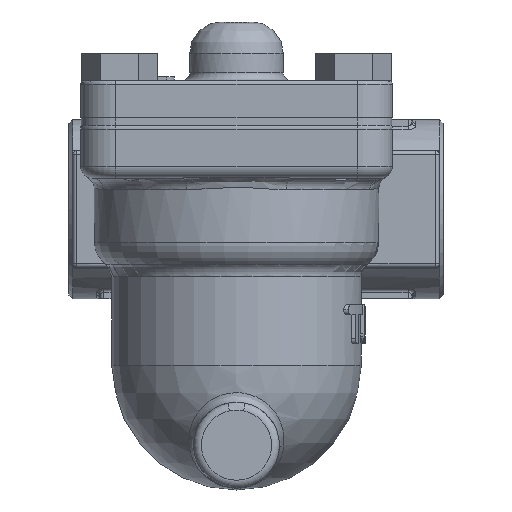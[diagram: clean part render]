
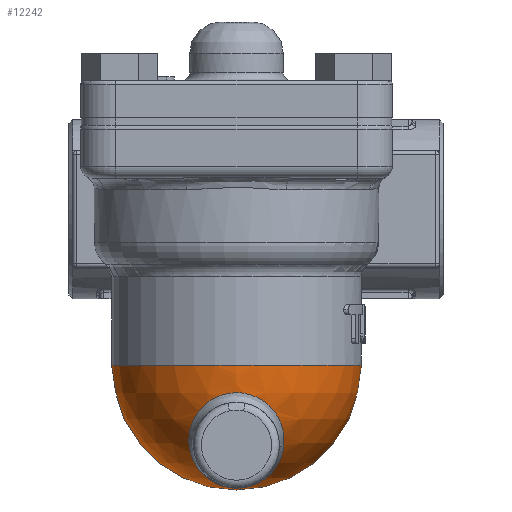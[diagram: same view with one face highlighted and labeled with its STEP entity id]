
A CAD part, left-side view. The second image highlights one B-rep face of the part: STEP entity #12242.
In plain terms, the highlighted spherical face has radius 32 mm.
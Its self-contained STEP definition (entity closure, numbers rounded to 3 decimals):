
#152=SPHERICAL_SURFACE('',#13453,32.);
#692=B_SPLINE_CURVE_WITH_KNOTS('',3,(#24859,#24860,#24861,#24862,#24863,
#24864,#24865,#24866),.UNSPECIFIED.,.F.,.F.,(4,1,1,1,1,4),(-8.475,
-7.87,-7.264,-6.861,-6.457,
-6.381),.UNSPECIFIED.);
#693=B_SPLINE_CURVE_WITH_KNOTS('',3,(#24868,#24869,#24870,#24871,#24872,
#24873,#24874,#24875,#24876,#24877),.UNSPECIFIED.,.F.,.F.,(4,1,1,1,1,1,
1,4),(-2.144,-2.119,-1.967,-1.816,
-1.513,-1.211,-0.605,0.),
 .UNSPECIFIED.);
#694=B_SPLINE_CURVE_WITH_KNOTS('',3,(#24880,#24881,#24882,#24883,#24884,
#24885,#24886,#24887,#24888,#24889,#24890,#24891,#24892,#24893),
 .UNSPECIFIED.,.F.,.F.,(4,1,1,1,1,1,1,1,1,1,1,4),(-6.381,-6.053,
-5.65,-5.246,-4.944,-4.843,
-3.632,-3.229,-2.825,-2.421,
-2.27,-2.144),.UNSPECIFIED.);
#1582=FACE_OUTER_BOUND('',#2391,.T.);
#2391=EDGE_LOOP('',(#9924,#9925,#9926,#9927,#9928,#9929,#9930,#9931,#9932,
#9933,#9934,#9935));
#4428=CIRCLE('',#13321,32.);
#4429=CIRCLE('',#13322,32.);
#4496=CIRCLE('',#13454,27.713);
#4497=CIRCLE('',#13455,32.);
#4498=CIRCLE('',#13456,32.);
#4499=CIRCLE('',#13457,27.713);
#4500=CIRCLE('',#13458,16.);
#5395=VERTEX_POINT('',#24070);
#5397=VERTEX_POINT('',#24074);
#5398=VERTEX_POINT('',#24076);
#5526=VERTEX_POINT('',#24854);
#5527=VERTEX_POINT('',#24856);
#5528=VERTEX_POINT('',#24858);
#5529=VERTEX_POINT('',#24867);
#5530=VERTEX_POINT('',#24878);
#5531=VERTEX_POINT('',#24894);
#6919=EDGE_CURVE('',#5398,#5397,#4428,.T.);
#6920=EDGE_CURVE('',#5395,#5398,#4429,.T.);
#7085=EDGE_CURVE('',#5395,#5526,#4496,.T.);
#7086=EDGE_CURVE('',#5398,#5527,#4497,.T.);
#7087=EDGE_CURVE('',#5528,#5527,#692,.T.);
#7088=EDGE_CURVE('',#5529,#5528,#693,.T.);
#7089=EDGE_CURVE('',#5529,#5530,#4498,.T.);
#7090=EDGE_CURVE('',#5527,#5529,#694,.T.);
#7091=EDGE_CURVE('',#5531,#5397,#4499,.T.);
#7092=EDGE_CURVE('',#5526,#5531,#4500,.T.);
#9924=ORIENTED_EDGE('',*,*,#7085,.F.);
#9925=ORIENTED_EDGE('',*,*,#6920,.T.);
#9926=ORIENTED_EDGE('',*,*,#7086,.T.);
#9927=ORIENTED_EDGE('',*,*,#7087,.F.);
#9928=ORIENTED_EDGE('',*,*,#7088,.F.);
#9929=ORIENTED_EDGE('',*,*,#7089,.T.);
#9930=ORIENTED_EDGE('',*,*,#7089,.F.);
#9931=ORIENTED_EDGE('',*,*,#7090,.F.);
#9932=ORIENTED_EDGE('',*,*,#7086,.F.);
#9933=ORIENTED_EDGE('',*,*,#6919,.T.);
#9934=ORIENTED_EDGE('',*,*,#7091,.F.);
#9935=ORIENTED_EDGE('',*,*,#7092,.F.);
#12242=ADVANCED_FACE('',(#1582),#152,.T.);
#13321=AXIS2_PLACEMENT_3D('',#24077,#15820,#15821);
#13322=AXIS2_PLACEMENT_3D('',#24078,#15822,#15823);
#13453=AXIS2_PLACEMENT_3D('',#24853,#16112,#16113);
#13454=AXIS2_PLACEMENT_3D('',#24855,#16114,#16115);
#13455=AXIS2_PLACEMENT_3D('',#24857,#16116,#16117);
#13456=AXIS2_PLACEMENT_3D('',#24879,#16118,#16119);
#13457=AXIS2_PLACEMENT_3D('',#24895,#16120,#16121);
#13458=AXIS2_PLACEMENT_3D('',#24896,#16122,#16123);
#15820=DIRECTION('center_axis',(0.,0.,-1.));
#15821=DIRECTION('ref_axis',(1.,0.,0.));
#15822=DIRECTION('center_axis',(0.,0.,-1.));
#15823=DIRECTION('ref_axis',(1.,0.,0.));
#16112=DIRECTION('center_axis',(0.,0.,1.));
#16113=DIRECTION('ref_axis',(1.,0.,0.));
#16114=DIRECTION('center_axis',(0.,1.,0.));
#16115=DIRECTION('ref_axis',(0.991,0.,-0.131));
#16116=DIRECTION('center_axis',(0.,-1.,0.));
#16117=DIRECTION('ref_axis',(-1.,0.,0.));
#16118=DIRECTION('center_axis',(0.,-1.,0.));
#16119=DIRECTION('ref_axis',(-1.,0.,0.));
#16120=DIRECTION('center_axis',(0.,-1.,0.));
#16121=DIRECTION('ref_axis',(0.991,0.,-0.131));
#16122=DIRECTION('center_axis',(0.966,0.,-0.259));
#16123=DIRECTION('ref_axis',(-0.259,0.,-0.966));
#24070=CARTESIAN_POINT('',(-21.507,-13.347,-28.));
#24074=CARTESIAN_POINT('',(-21.507,18.653,-28.));
#24076=CARTESIAN_POINT('',(-81.22,2.653,-28.));
#24077=CARTESIAN_POINT('Origin',(-49.22,2.653,-28.));
#24078=CARTESIAN_POINT('Origin',(-49.22,2.653,-28.));
#24853=CARTESIAN_POINT('Origin',(-49.22,2.653,-28.));
#24854=CARTESIAN_POINT('',(-22.451,-13.347,-35.173));
#24855=CARTESIAN_POINT('Origin',(-49.22,-13.347,-28.));
#24856=CARTESIAN_POINT('',(-80.432,2.653,-35.059));
#24857=CARTESIAN_POINT('Origin',(-49.22,2.653,-28.));
#24858=CARTESIAN_POINT('',(-70.384,-9.501,-48.696));
#24859=CARTESIAN_POINT('Ctrl Pts',(-70.384,-9.501,
-48.696));
#24860=CARTESIAN_POINT('Ctrl Pts',(-71.903,-9.693,
-47.03));
#24861=CARTESIAN_POINT('Ctrl Pts',(-74.805,-9.411,
-43.483));
#24862=CARTESIAN_POINT('Ctrl Pts',(-77.994,-6.749,
-38.898));
#24863=CARTESIAN_POINT('Ctrl Pts',(-79.87,-2.646,
-35.97));
#24864=CARTESIAN_POINT('Ctrl Pts',(-80.394,0.579,
-35.119));
#24865=CARTESIAN_POINT('Ctrl Pts',(-80.432,2.37,-35.059));
#24866=CARTESIAN_POINT('Ctrl Pts',(-80.432,2.653,-35.059));
#24867=CARTESIAN_POINT('',(-54.688,2.653,-59.529));
#24868=CARTESIAN_POINT('Ctrl Pts',(-54.689,2.652,-59.529));
#24869=CARTESIAN_POINT('Ctrl Pts',(-54.688,2.558,-59.529));
#24870=CARTESIAN_POINT('Ctrl Pts',(-54.711,1.902,-59.522));
#24871=CARTESIAN_POINT('Ctrl Pts',(-55.124,0.717,
-59.407));
#24872=CARTESIAN_POINT('Ctrl Pts',(-56.391,-1.114,-58.994));
#24873=CARTESIAN_POINT('Ctrl Pts',(-58.319,-3.049,
-58.209));
#24874=CARTESIAN_POINT('Ctrl Pts',(-61.57,-5.697,
-56.473));
#24875=CARTESIAN_POINT('Ctrl Pts',(-65.69,-8.252,
-53.482));
#24876=CARTESIAN_POINT('Ctrl Pts',(-68.866,-9.309,
-50.362));
#24877=CARTESIAN_POINT('Ctrl Pts',(-70.384,-9.501,
-48.696));
#24878=CARTESIAN_POINT('',(-49.22,2.653,-60.));
#24879=CARTESIAN_POINT('Origin',(-49.22,2.653,-28.));
#24880=CARTESIAN_POINT('Ctrl Pts',(-80.432,2.653,-35.059));
#24881=CARTESIAN_POINT('Ctrl Pts',(-80.431,3.878,-35.061));
#24882=CARTESIAN_POINT('Ctrl Pts',(-80.175,6.614,-35.476));
#24883=CARTESIAN_POINT('Ctrl Pts',(-78.954,10.281,-37.416));
#24884=CARTESIAN_POINT('Ctrl Pts',(-77.093,12.822,-40.208));
#24885=CARTESIAN_POINT('Ctrl Pts',(-75.453,13.96,-42.485));
#24886=CARTESIAN_POINT('Ctrl Pts',(-71.915,15.473,-47.166));
#24887=CARTESIAN_POINT('Ctrl Pts',(-67.452,14.527,-52.109));
#24888=CARTESIAN_POINT('Ctrl Pts',(-61.984,11.264,-56.169));
#24889=CARTESIAN_POINT('Ctrl Pts',(-58.716,8.743,-58.063));
#24890=CARTESIAN_POINT('Ctrl Pts',(-56.229,6.32,-59.062));
#24891=CARTESIAN_POINT('Ctrl Pts',(-54.91,4.158,-59.468));
#24892=CARTESIAN_POINT('Ctrl Pts',(-54.692,3.121,-59.529));
#24893=CARTESIAN_POINT('Ctrl Pts',(-54.689,2.652,-59.529));
#24894=CARTESIAN_POINT('',(-22.451,18.653,-35.173));
#24895=CARTESIAN_POINT('Origin',(-49.22,18.653,-28.));
#24896=CARTESIAN_POINT('Origin',(-22.451,2.653,-35.173));
